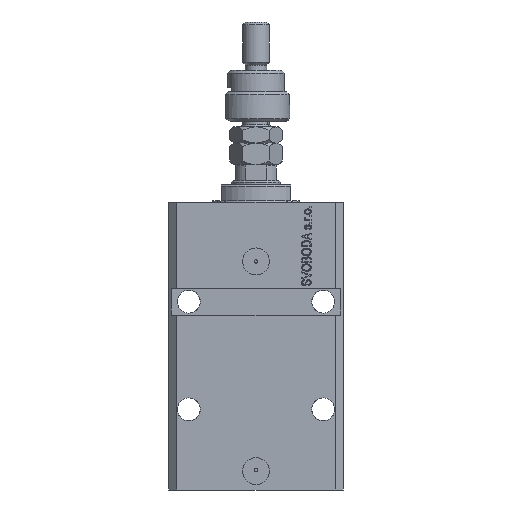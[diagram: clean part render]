
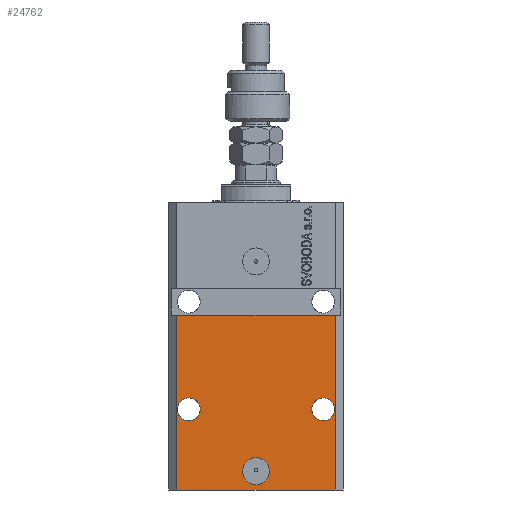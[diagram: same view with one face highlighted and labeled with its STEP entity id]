
A CAD part, front view. The second image highlights one B-rep face of the part: STEP entity #24762.
In plain terms, the highlighted planar face has unit normal (0, -1, 0).
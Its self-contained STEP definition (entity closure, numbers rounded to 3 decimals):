
#187 = ORIENTED_EDGE ( 'NONE', *, *, #34294, .T. ) ;
#459 = CARTESIAN_POINT ( 'NONE',  ( -29.5, -22.5, -107. ) ) ;
#834 = CIRCLE ( 'NONE', #31033, 4.25 ) ;
#1481 = DIRECTION ( 'NONE',  ( 0., -1., 0. ) ) ;
#1957 = EDGE_LOOP ( 'NONE', ( #18779, #10204 ) ) ;
#2482 = DIRECTION ( 'NONE',  ( 0., -1., 0. ) ) ;
#2984 = LINE ( 'NONE', #18583, #43306 ) ;
#2994 = DIRECTION ( 'NONE',  ( 1., 0., 0. ) ) ;
#3122 = DIRECTION ( 'NONE',  ( 0., -1., 0. ) ) ;
#3283 = DIRECTION ( 'NONE',  ( 1., 0., 0. ) ) ;
#3377 = FACE_BOUND ( 'NONE', #16309, .T. ) ;
#3693 = VERTEX_POINT ( 'NONE', #26146 ) ;
#3989 = CARTESIAN_POINT ( 'NONE',  ( 0., -22.5, -100. ) ) ;
#4178 = CARTESIAN_POINT ( 'NONE',  ( 29.5, -22.5, -42. ) ) ;
#5003 = VERTEX_POINT ( 'NONE', #40382 ) ;
#6962 = DIRECTION ( 'NONE',  ( 1., 0., 0. ) ) ;
#9105 = ORIENTED_EDGE ( 'NONE', *, *, #20604, .F. ) ;
#9466 = CIRCLE ( 'NONE', #16012, 4.25 ) ;
#10204 = ORIENTED_EDGE ( 'NONE', *, *, #36991, .F. ) ;
#10391 = DIRECTION ( 'NONE',  ( -1., 0., 0. ) ) ;
#13906 = VECTOR ( 'NONE', #31242, 1000. ) ;
#14077 = VERTEX_POINT ( 'NONE', #14971 ) ;
#14260 = CARTESIAN_POINT ( 'NONE',  ( 25., -22.5, -77. ) ) ;
#14971 = CARTESIAN_POINT ( 'NONE',  ( 5., -22.5, -100. ) ) ;
#15677 = LINE ( 'NONE', #36282, #13906 ) ;
#16012 = AXIS2_PLACEMENT_3D ( 'NONE', #30869, #35199, #3283 ) ;
#16309 = EDGE_LOOP ( 'NONE', ( #9105, #21091 ) ) ;
#16479 = CARTESIAN_POINT ( 'NONE',  ( 29.5, -22.5, -107. ) ) ;
#16839 = DIRECTION ( 'NONE',  ( 0., -1., 0. ) ) ;
#17289 = ORIENTED_EDGE ( 'NONE', *, *, #24192, .F. ) ;
#17774 = CARTESIAN_POINT ( 'NONE',  ( 29.25, -22.5, -77. ) ) ;
#18322 = CARTESIAN_POINT ( 'NONE',  ( -29.5, -22.5, -107. ) ) ;
#18583 = CARTESIAN_POINT ( 'NONE',  ( -29.5, -22.5, -107. ) ) ;
#18779 = ORIENTED_EDGE ( 'NONE', *, *, #34359, .F. ) ;
#19104 = VECTOR ( 'NONE', #44286, 1000. ) ;
#20604 = EDGE_CURVE ( 'NONE', #37355, #3693, #28043, .T. ) ;
#20670 = CARTESIAN_POINT ( 'NONE',  ( 0., -22.5, -100. ) ) ;
#20965 = CARTESIAN_POINT ( 'NONE',  ( 29.5, -22.5, -107. ) ) ;
#21054 = CIRCLE ( 'NONE', #38150, 5. ) ;
#21091 = ORIENTED_EDGE ( 'NONE', *, *, #26645, .F. ) ;
#22048 = EDGE_CURVE ( 'NONE', #45149, #41453, #36382, .T. ) ;
#22150 = LINE ( 'NONE', #18322, #36546 ) ;
#22413 = CIRCLE ( 'NONE', #29773, 4.25 ) ;
#24192 = EDGE_CURVE ( 'NONE', #26072, #5003, #22413, .T. ) ;
#24762 = ADVANCED_FACE ( 'NONE', ( #30709, #3377, #49855, #41950 ), #46539, .T. ) ;
#26072 = VERTEX_POINT ( 'NONE', #48448 ) ;
#26146 = CARTESIAN_POINT ( 'NONE',  ( 20.75, -22.5, -77. ) ) ;
#26220 = DIRECTION ( 'NONE',  ( 0., -1., 0. ) ) ;
#26645 = EDGE_CURVE ( 'NONE', #3693, #37355, #9466, .T. ) ;
#27249 = DIRECTION ( 'NONE',  ( 0., -1., 0. ) ) ;
#27337 = AXIS2_PLACEMENT_3D ( 'NONE', #46042, #3122, #6962 ) ;
#28034 = VERTEX_POINT ( 'NONE', #43881 ) ;
#28043 = CIRCLE ( 'NONE', #32122, 4.25 ) ;
#29481 = VERTEX_POINT ( 'NONE', #45544 ) ;
#29773 = AXIS2_PLACEMENT_3D ( 'NONE', #40320, #1481, #32645 ) ;
#30709 = FACE_BOUND ( 'NONE', #1957, .T. ) ;
#30869 = CARTESIAN_POINT ( 'NONE',  ( 25., -22.5, -77. ) ) ;
#31033 = AXIS2_PLACEMENT_3D ( 'NONE', #39319, #26220, #10391 ) ;
#31242 = DIRECTION ( 'NONE',  ( 1., 0., 0. ) ) ;
#32122 = AXIS2_PLACEMENT_3D ( 'NONE', #14260, #2482, #2994 ) ;
#32645 = DIRECTION ( 'NONE',  ( -1., 0., 0. ) ) ;
#34137 = DIRECTION ( 'NONE',  ( 0., 0., 1. ) ) ;
#34294 = EDGE_CURVE ( 'NONE', #38951, #45149, #22150, .T. ) ;
#34359 = EDGE_CURVE ( 'NONE', #14077, #29481, #21054, .T. ) ;
#35199 = DIRECTION ( 'NONE',  ( 0., -1., 0. ) ) ;
#36177 = ORIENTED_EDGE ( 'NONE', *, *, #43080, .F. ) ;
#36282 = CARTESIAN_POINT ( 'NONE',  ( -32.5, -22.5, -42. ) ) ;
#36382 = LINE ( 'NONE', #16479, #19104 ) ;
#36546 = VECTOR ( 'NONE', #37721, 1000. ) ;
#36991 = EDGE_CURVE ( 'NONE', #29481, #14077, #40736, .T. ) ;
#37355 = VERTEX_POINT ( 'NONE', #17774 ) ;
#37418 = EDGE_LOOP ( 'NONE', ( #48351, #48924, #187, #38438 ) ) ;
#37721 = DIRECTION ( 'NONE',  ( 1., 0., 0. ) ) ;
#38150 = AXIS2_PLACEMENT_3D ( 'NONE', #3989, #27249, #46404 ) ;
#38438 = ORIENTED_EDGE ( 'NONE', *, *, #22048, .T. ) ;
#38951 = VERTEX_POINT ( 'NONE', #459 ) ;
#39319 = CARTESIAN_POINT ( 'NONE',  ( -25., -22.5, -77. ) ) ;
#39465 = EDGE_CURVE ( 'NONE', #28034, #41453, #15677, .T. ) ;
#40320 = CARTESIAN_POINT ( 'NONE',  ( -25., -22.5, -77. ) ) ;
#40382 = CARTESIAN_POINT ( 'NONE',  ( -20.75, -22.5, -77. ) ) ;
#40736 = CIRCLE ( 'NONE', #44789, 5. ) ;
#41453 = VERTEX_POINT ( 'NONE', #4178 ) ;
#41950 = FACE_OUTER_BOUND ( 'NONE', #37418, .T. ) ;
#43080 = EDGE_CURVE ( 'NONE', #5003, #26072, #834, .T. ) ;
#43306 = VECTOR ( 'NONE', #34137, 1000. ) ;
#43881 = CARTESIAN_POINT ( 'NONE',  ( -29.5, -22.5, -42. ) ) ;
#44148 = DIRECTION ( 'NONE',  ( 1., 0., 0. ) ) ;
#44286 = DIRECTION ( 'NONE',  ( 0., 0., 1. ) ) ;
#44789 = AXIS2_PLACEMENT_3D ( 'NONE', #20670, #16839, #44148 ) ;
#45149 = VERTEX_POINT ( 'NONE', #20965 ) ;
#45544 = CARTESIAN_POINT ( 'NONE',  ( -5., -22.5, -100. ) ) ;
#46042 = CARTESIAN_POINT ( 'NONE',  ( -29.5, -22.5, -107. ) ) ;
#46404 = DIRECTION ( 'NONE',  ( 1., 0., 0. ) ) ;
#46539 = PLANE ( 'NONE',  #27337 ) ;
#48160 = EDGE_CURVE ( 'NONE', #38951, #28034, #2984, .T. ) ;
#48351 = ORIENTED_EDGE ( 'NONE', *, *, #39465, .F. ) ;
#48448 = CARTESIAN_POINT ( 'NONE',  ( -29.25, -22.5, -77. ) ) ;
#48924 = ORIENTED_EDGE ( 'NONE', *, *, #48160, .F. ) ;
#49855 = FACE_BOUND ( 'NONE', #50179, .T. ) ;
#50179 = EDGE_LOOP ( 'NONE', ( #36177, #17289 ) ) ;
